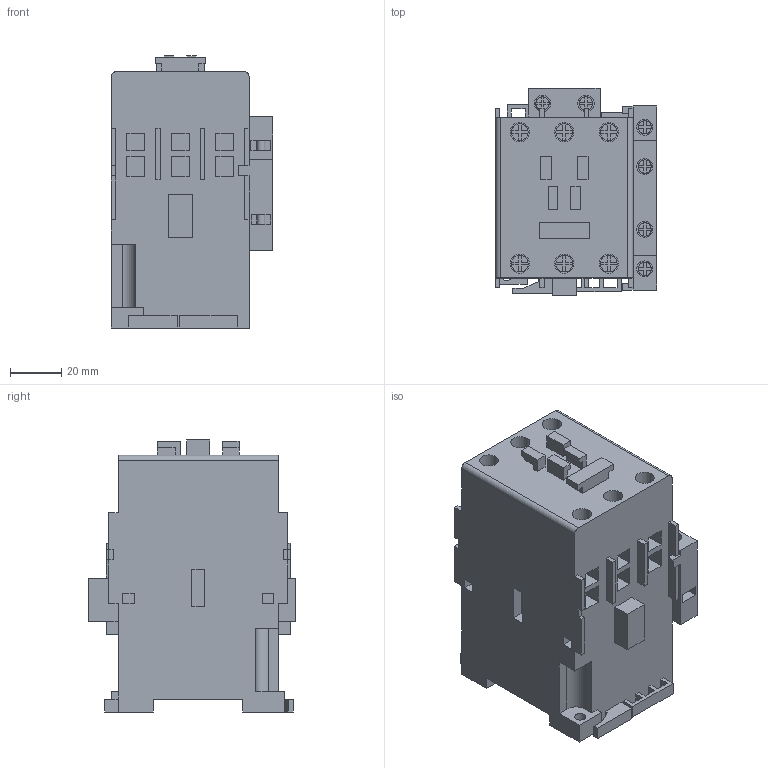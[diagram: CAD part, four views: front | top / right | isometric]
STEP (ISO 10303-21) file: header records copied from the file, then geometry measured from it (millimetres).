
FILE_DESCRIPTION(/* description */ (''),/* implementation_level */ '2;1');
FILE_NAME(/* name */ '100-C_BG2_100-S_2pol.stp',/* time_stamp */ '2012-07-19T10:28:02+02:00',/* author */ ('rota1'),/* organization */ ('RA'),/* preprocessor_version */ 'ST-DEVELOPER v11',/* originating_system */ 'SIEMENS PLM Software NX 7.5',/* authorisation */ '');
FILE_SCHEMA (('CONFIG_CONTROL_DESIGN'));
Length unit declared in the file: millimetre
Products named in the file (1): 019489_A
Bounding box: 63 x 81.2 x 106.4 mm (x, y, z)
Volume: 353955.9 mm3; surface area: 46924.4 mm2
Topology: 1 solids, 3 shells, 493 faces, 1313 edges, 876 vertices
Faces by surface type: plane 457, cylinder 36
Full cylindrical faces by diameter (mm): 3 x2, 3.3 x4, 4.4 x2, 5.2 x4, 5.4 x2, 6.2 x4, 6.4 x2, 6.5 x6, 7.5 x6
Entity records: 14975 total; most frequent: CARTESIAN_POINT 2615, ORIENTED_EDGE 2526, DIRECTION 2407, EDGE_CURVE 1263, LINE 1107, VECTOR 1107, VERTEX_POINT 858, AXIS2_PLACEMENT_3D 650
